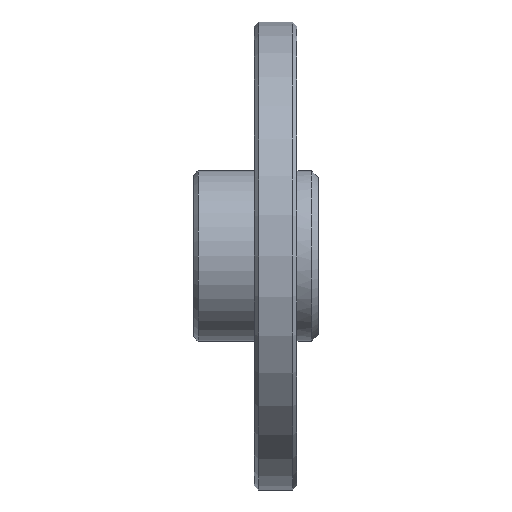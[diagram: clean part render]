
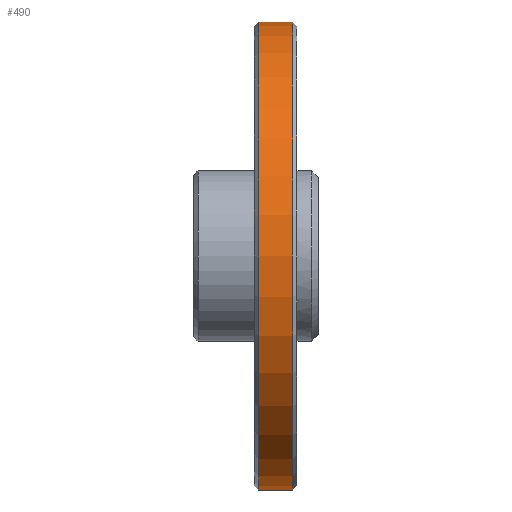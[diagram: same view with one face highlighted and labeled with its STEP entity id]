
A CAD part, left-side view. The second image highlights one B-rep face of the part: STEP entity #490.
In plain terms, the highlighted cylindrical face has radius 11 mm (diameter 22 mm), a partial arc.
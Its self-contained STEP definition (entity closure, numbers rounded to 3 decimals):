
#103 = VECTOR ( 'NONE', #403, 1000. ) ;
#376 = ORIENTED_EDGE ( 'NONE', *, *, #5020, .T. ) ;
#403 = DIRECTION ( 'NONE',  ( 0., -1., 0. ) ) ;
#432 = CARTESIAN_POINT ( 'NONE',  ( 0., 5.143, 11. ) ) ;
#469 = EDGE_LOOP ( 'NONE', ( #5602, #376, #5777, #3038 ) ) ;
#490 = ADVANCED_FACE ( 'NONE', ( #4225 ), #5581, .T. ) ;
#553 = DIRECTION ( 'NONE',  ( 0., 0., -1. ) ) ;
#833 = DIRECTION ( 'NONE',  ( 0., -1., 0. ) ) ;
#923 = EDGE_CURVE ( 'NONE', #5518, #3511, #5218, .T. ) ;
#959 = CIRCLE ( 'NONE', #4241, 11. ) ;
#989 = CARTESIAN_POINT ( 'NONE',  ( 0., 1.8, 0. ) ) ;
#1038 = CARTESIAN_POINT ( 'NONE',  ( 0., 1.8, -11. ) ) ;
#1068 = VECTOR ( 'NONE', #833, 1000. ) ;
#1768 = LINE ( 'NONE', #2283, #103 ) ;
#1998 = CARTESIAN_POINT ( 'NONE',  ( 0., 0.2, 0. ) ) ;
#2104 = EDGE_CURVE ( 'NONE', #3894, #2252, #1768, .T. ) ;
#2252 = VERTEX_POINT ( 'NONE', #5542 ) ;
#2283 = CARTESIAN_POINT ( 'NONE',  ( 0., 5.143, -11. ) ) ;
#2451 = DIRECTION ( 'NONE',  ( 0., 0., -1. ) ) ;
#2555 = DIRECTION ( 'NONE',  ( 0., 0., -1. ) ) ;
#2625 = AXIS2_PLACEMENT_3D ( 'NONE', #5636, #2951, #2451 ) ;
#2951 = DIRECTION ( 'NONE',  ( 0., -1., 0. ) ) ;
#3038 = ORIENTED_EDGE ( 'NONE', *, *, #4571, .T. ) ;
#3417 = AXIS2_PLACEMENT_3D ( 'NONE', #989, #4145, #553 ) ;
#3511 = VERTEX_POINT ( 'NONE', #4139 ) ;
#3894 = VERTEX_POINT ( 'NONE', #1038 ) ;
#4139 = CARTESIAN_POINT ( 'NONE',  ( 0., 0.2, 11. ) ) ;
#4145 = DIRECTION ( 'NONE',  ( 0., -1., 0. ) ) ;
#4225 = FACE_OUTER_BOUND ( 'NONE', #469, .T. ) ;
#4241 = AXIS2_PLACEMENT_3D ( 'NONE', #1998, #5676, #2555 ) ;
#4561 = CARTESIAN_POINT ( 'NONE',  ( 0., 1.8, 11. ) ) ;
#4571 = EDGE_CURVE ( 'NONE', #2252, #3511, #959, .T. ) ;
#5020 = EDGE_CURVE ( 'NONE', #5518, #3894, #5121, .T. ) ;
#5121 = CIRCLE ( 'NONE', #3417, 11. ) ;
#5218 = LINE ( 'NONE', #432, #1068 ) ;
#5518 = VERTEX_POINT ( 'NONE', #4561 ) ;
#5542 = CARTESIAN_POINT ( 'NONE',  ( 0., 0.2, -11. ) ) ;
#5581 = CYLINDRICAL_SURFACE ( 'NONE', #2625, 11. ) ;
#5602 = ORIENTED_EDGE ( 'NONE', *, *, #923, .F. ) ;
#5636 = CARTESIAN_POINT ( 'NONE',  ( 0., 5.143, 0. ) ) ;
#5676 = DIRECTION ( 'NONE',  ( 0., 1., 0. ) ) ;
#5777 = ORIENTED_EDGE ( 'NONE', *, *, #2104, .T. ) ;
